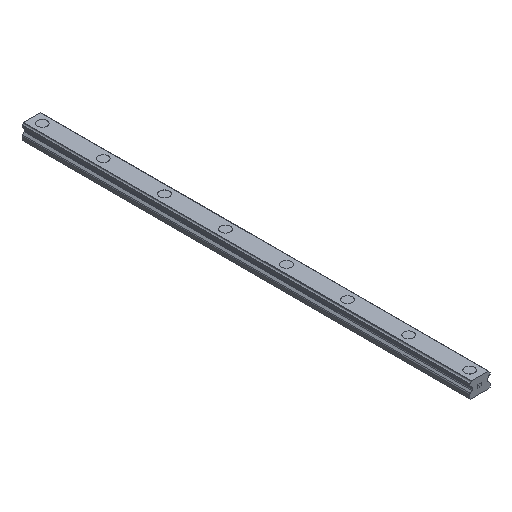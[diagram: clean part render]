
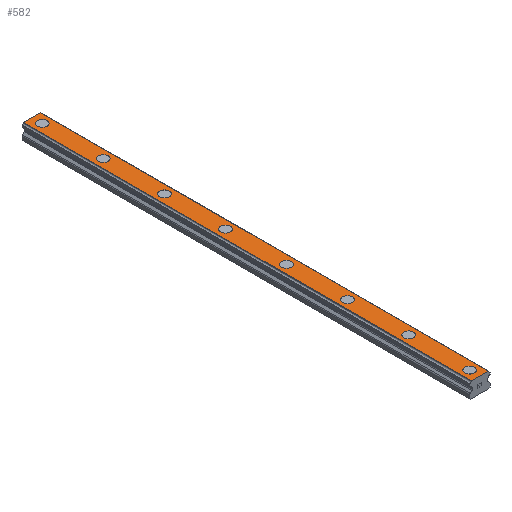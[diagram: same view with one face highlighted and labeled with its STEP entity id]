
A CAD part, isometric view. The second image highlights one B-rep face of the part: STEP entity #582.
In plain terms, the highlighted planar face has unit normal (0, 0, 1).
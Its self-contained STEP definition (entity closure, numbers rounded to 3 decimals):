
#582=ADVANCED_FACE('',(#1189,#1190,#1191,#1192,#1193,#1194,#1195,#1196,#1197),#1198,.T.);
#1189=FACE_BOUND('',#1814,.T.);
#1190=FACE_BOUND('',#1815,.T.);
#1191=FACE_BOUND('',#1816,.T.);
#1192=FACE_BOUND('',#1817,.T.);
#1193=FACE_BOUND('',#1818,.T.);
#1194=FACE_BOUND('',#1819,.T.);
#1195=FACE_BOUND('',#1820,.T.);
#1196=FACE_BOUND('',#1821,.T.);
#1197=FACE_OUTER_BOUND('',#1822,.T.);
#1198=PLANE('',#1823);
#1814=EDGE_LOOP('',(#3494,#3495));
#1815=EDGE_LOOP('',(#3496,#3497));
#1816=EDGE_LOOP('',(#3498,#3499));
#1817=EDGE_LOOP('',(#3500,#3501));
#1818=EDGE_LOOP('',(#3502,#3503));
#1819=EDGE_LOOP('',(#3504,#3505));
#1820=EDGE_LOOP('',(#3506,#3507));
#1821=EDGE_LOOP('',(#3508,#3509));
#1822=EDGE_LOOP('',(#3510,#3511,#3512,#3513));
#1823=AXIS2_PLACEMENT_3D('',#3514,#3515,#3516);
#3494=ORIENTED_EDGE('',*,*,#3771,.T.);
#3495=ORIENTED_EDGE('',*,*,#4181,.T.);
#3496=ORIENTED_EDGE('',*,*,#3759,.T.);
#3497=ORIENTED_EDGE('',*,*,#4199,.T.);
#3498=ORIENTED_EDGE('',*,*,#3747,.T.);
#3499=ORIENTED_EDGE('',*,*,#4214,.T.);
#3500=ORIENTED_EDGE('',*,*,#3735,.T.);
#3501=ORIENTED_EDGE('',*,*,#4229,.T.);
#3502=ORIENTED_EDGE('',*,*,#3723,.T.);
#3503=ORIENTED_EDGE('',*,*,#4244,.T.);
#3504=ORIENTED_EDGE('',*,*,#3711,.T.);
#3505=ORIENTED_EDGE('',*,*,#4259,.T.);
#3506=ORIENTED_EDGE('',*,*,#3699,.T.);
#3507=ORIENTED_EDGE('',*,*,#4274,.T.);
#3508=ORIENTED_EDGE('',*,*,#3687,.T.);
#3509=ORIENTED_EDGE('',*,*,#4289,.T.);
#3510=ORIENTED_EDGE('',*,*,#4163,.T.);
#3511=ORIENTED_EDGE('',*,*,#4338,.F.);
#3512=ORIENTED_EDGE('',*,*,#4035,.F.);
#3513=ORIENTED_EDGE('',*,*,#4336,.T.);
#3514=CARTESIAN_POINT('',(0.,440.0,15.5));
#3515=DIRECTION('',(0.0,0.0,1.0));
#3516=DIRECTION('',(-1.0,0.0,-0.0));
#3687=EDGE_CURVE('',#4394,#4391,#4395,.T.);
#3699=EDGE_CURVE('',#4416,#4413,#4417,.T.);
#3711=EDGE_CURVE('',#4438,#4435,#4439,.T.);
#3723=EDGE_CURVE('',#4460,#4457,#4461,.T.);
#3735=EDGE_CURVE('',#4482,#4479,#4483,.T.);
#3747=EDGE_CURVE('',#4504,#4501,#4505,.T.);
#3759=EDGE_CURVE('',#4526,#4523,#4527,.T.);
#3771=EDGE_CURVE('',#4548,#4545,#4549,.T.);
#4035=EDGE_CURVE('',#4939,#4941,#4942,.T.);
#4163=EDGE_CURVE('',#5152,#5150,#5153,.T.);
#4181=EDGE_CURVE('',#4545,#4548,#5186,.T.);
#4199=EDGE_CURVE('',#4523,#4526,#5206,.T.);
#4214=EDGE_CURVE('',#4501,#4504,#5223,.T.);
#4229=EDGE_CURVE('',#4479,#4482,#5240,.T.);
#4244=EDGE_CURVE('',#4457,#4460,#5257,.T.);
#4259=EDGE_CURVE('',#4435,#4438,#5274,.T.);
#4274=EDGE_CURVE('',#4413,#4416,#5291,.T.);
#4289=EDGE_CURVE('',#4391,#4394,#5308,.T.);
#4336=EDGE_CURVE('',#4939,#5152,#5357,.T.);
#4338=EDGE_CURVE('',#4941,#5150,#5359,.T.);
#4391=VERTEX_POINT('',#5414);
#4394=VERTEX_POINT('',#5418);
#4395=CIRCLE('',#5419,4.75);
#4413=VERTEX_POINT('',#5440);
#4416=VERTEX_POINT('',#5444);
#4417=CIRCLE('',#5445,4.75);
#4435=VERTEX_POINT('',#5466);
#4438=VERTEX_POINT('',#5470);
#4439=CIRCLE('',#5471,4.75);
#4457=VERTEX_POINT('',#5492);
#4460=VERTEX_POINT('',#5496);
#4461=CIRCLE('',#5497,4.75);
#4479=VERTEX_POINT('',#5518);
#4482=VERTEX_POINT('',#5522);
#4483=CIRCLE('',#5523,4.75);
#4501=VERTEX_POINT('',#5544);
#4504=VERTEX_POINT('',#5548);
#4505=CIRCLE('',#5549,4.75);
#4523=VERTEX_POINT('',#5570);
#4526=VERTEX_POINT('',#5574);
#4527=CIRCLE('',#5575,4.75);
#4545=VERTEX_POINT('',#5596);
#4548=VERTEX_POINT('',#5600);
#4549=CIRCLE('',#5601,4.75);
#4939=VERTEX_POINT('',#6130);
#4941=VERTEX_POINT('',#6133);
#4942=LINE('',#6134,#6135);
#5150=VERTEX_POINT('',#6427);
#5152=VERTEX_POINT('',#6430);
#5153=LINE('',#6431,#6432);
#5186=CIRCLE('',#6472,4.75);
#5206=CIRCLE('',#6498,4.75);
#5223=CIRCLE('',#6519,4.75);
#5240=CIRCLE('',#6540,4.75);
#5257=CIRCLE('',#6561,4.75);
#5274=CIRCLE('',#6582,4.75);
#5291=CIRCLE('',#6603,4.75);
#5308=CIRCLE('',#6624,4.75);
#5357=LINE('',#6693,#6694);
#5359=LINE('',#6696,#6697);
#5414=CARTESIAN_POINT('',(4.75,10.0,15.5));
#5418=CARTESIAN_POINT('',(-4.75,10.0,15.5));
#5419=AXIS2_PLACEMENT_3D('',#6769,#6770,#6771);
#5440=CARTESIAN_POINT('',(4.75,70.0,15.5));
#5444=CARTESIAN_POINT('',(-4.75,70.0,15.5));
#5445=AXIS2_PLACEMENT_3D('',#6791,#6792,#6793);
#5466=CARTESIAN_POINT('',(4.75,130.0,15.5));
#5470=CARTESIAN_POINT('',(-4.75,130.0,15.5));
#5471=AXIS2_PLACEMENT_3D('',#6813,#6814,#6815);
#5492=CARTESIAN_POINT('',(4.75,190.0,15.5));
#5496=CARTESIAN_POINT('',(-4.75,190.0,15.5));
#5497=AXIS2_PLACEMENT_3D('',#6835,#6836,#6837);
#5518=CARTESIAN_POINT('',(4.75,250.0,15.5));
#5522=CARTESIAN_POINT('',(-4.75,250.0,15.5));
#5523=AXIS2_PLACEMENT_3D('',#6857,#6858,#6859);
#5544=CARTESIAN_POINT('',(4.75,310.0,15.5));
#5548=CARTESIAN_POINT('',(-4.75,310.0,15.5));
#5549=AXIS2_PLACEMENT_3D('',#6879,#6880,#6881);
#5570=CARTESIAN_POINT('',(4.75,370.0,15.5));
#5574=CARTESIAN_POINT('',(-4.75,370.0,15.5));
#5575=AXIS2_PLACEMENT_3D('',#6901,#6902,#6903);
#5596=CARTESIAN_POINT('',(4.75,430.0,15.5));
#5600=CARTESIAN_POINT('',(-4.75,430.0,15.5));
#5601=AXIS2_PLACEMENT_3D('',#6923,#6924,#6925);
#6130=CARTESIAN_POINT('',(-8.378,440.0,15.5));
#6133=CARTESIAN_POINT('',(8.378,440.0,15.5));
#6134=CARTESIAN_POINT('',(-8.378,440.0,15.5));
#6135=VECTOR('',#7216,1.0);
#6427=CARTESIAN_POINT('',(8.378,0.0,15.5));
#6430=CARTESIAN_POINT('',(-8.378,0.0,15.5));
#6431=CARTESIAN_POINT('',(-8.378,0.0,15.5));
#6432=VECTOR('',#7356,1.0);
#6472=AXIS2_PLACEMENT_3D('',#7391,#7392,#7393);
#6498=AXIS2_PLACEMENT_3D('',#7412,#7413,#7414);
#6519=AXIS2_PLACEMENT_3D('',#7431,#7432,#7433);
#6540=AXIS2_PLACEMENT_3D('',#7450,#7451,#7452);
#6561=AXIS2_PLACEMENT_3D('',#7469,#7470,#7471);
#6582=AXIS2_PLACEMENT_3D('',#7488,#7489,#7490);
#6603=AXIS2_PLACEMENT_3D('',#7507,#7508,#7509);
#6624=AXIS2_PLACEMENT_3D('',#7526,#7527,#7528);
#6693=CARTESIAN_POINT('',(-8.378,440.0,15.5));
#6694=VECTOR('',#7561,1.0);
#6696=CARTESIAN_POINT('',(8.378,440.0,15.5));
#6697=VECTOR('',#7562,1.0);
#6769=CARTESIAN_POINT('',(0.0,10.0,15.5));
#6770=DIRECTION('',(0.0,0.0,-1.0));
#6771=DIRECTION('',(1.0,0.0,0.0));
#6791=CARTESIAN_POINT('',(0.0,70.0,15.5));
#6792=DIRECTION('',(0.0,0.0,-1.0));
#6793=DIRECTION('',(1.0,0.0,0.0));
#6813=CARTESIAN_POINT('',(0.0,130.0,15.5));
#6814=DIRECTION('',(0.0,0.0,-1.0));
#6815=DIRECTION('',(1.0,0.0,0.0));
#6835=CARTESIAN_POINT('',(0.0,190.0,15.5));
#6836=DIRECTION('',(0.0,0.0,-1.0));
#6837=DIRECTION('',(1.0,0.0,0.0));
#6857=CARTESIAN_POINT('',(0.0,250.0,15.5));
#6858=DIRECTION('',(0.0,0.0,-1.0));
#6859=DIRECTION('',(1.0,0.0,0.0));
#6879=CARTESIAN_POINT('',(0.0,310.0,15.5));
#6880=DIRECTION('',(0.0,0.0,-1.0));
#6881=DIRECTION('',(1.0,0.0,0.0));
#6901=CARTESIAN_POINT('',(0.0,370.0,15.5));
#6902=DIRECTION('',(0.0,0.0,-1.0));
#6903=DIRECTION('',(1.0,0.0,0.0));
#6923=CARTESIAN_POINT('',(0.0,430.0,15.5));
#6924=DIRECTION('',(0.0,0.0,-1.0));
#6925=DIRECTION('',(1.0,0.0,0.0));
#7216=DIRECTION('',(1.0,0.0,0.0));
#7356=DIRECTION('',(1.0,0.0,0.0));
#7391=CARTESIAN_POINT('',(0.0,430.0,15.5));
#7392=DIRECTION('',(0.0,0.0,-1.0));
#7393=DIRECTION('',(1.0,0.0,0.0));
#7412=CARTESIAN_POINT('',(0.0,370.0,15.5));
#7413=DIRECTION('',(0.0,0.0,-1.0));
#7414=DIRECTION('',(1.0,0.0,0.0));
#7431=CARTESIAN_POINT('',(0.0,310.0,15.5));
#7432=DIRECTION('',(0.0,0.0,-1.0));
#7433=DIRECTION('',(1.0,0.0,0.0));
#7450=CARTESIAN_POINT('',(0.0,250.0,15.5));
#7451=DIRECTION('',(0.0,0.0,-1.0));
#7452=DIRECTION('',(1.0,0.0,0.0));
#7469=CARTESIAN_POINT('',(0.0,190.0,15.5));
#7470=DIRECTION('',(0.0,0.0,-1.0));
#7471=DIRECTION('',(1.0,0.0,0.0));
#7488=CARTESIAN_POINT('',(0.0,130.0,15.5));
#7489=DIRECTION('',(0.0,0.0,-1.0));
#7490=DIRECTION('',(1.0,0.0,0.0));
#7507=CARTESIAN_POINT('',(0.0,70.0,15.5));
#7508=DIRECTION('',(0.0,0.0,-1.0));
#7509=DIRECTION('',(1.0,0.0,0.0));
#7526=CARTESIAN_POINT('',(0.0,10.0,15.5));
#7527=DIRECTION('',(0.0,0.0,-1.0));
#7528=DIRECTION('',(1.0,0.0,0.0));
#7561=DIRECTION('',(0.0,-1.0,0.0));
#7562=DIRECTION('',(0.0,-1.0,0.0));
